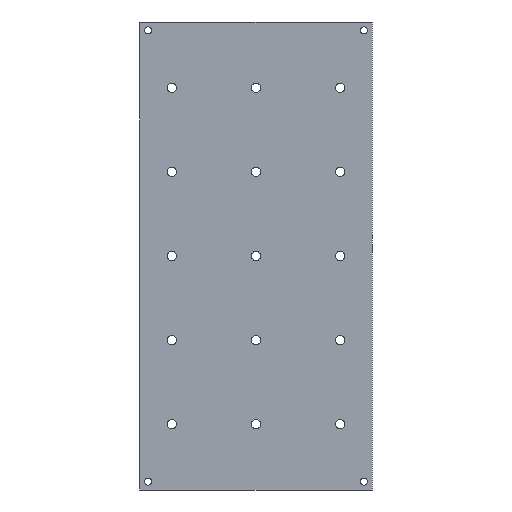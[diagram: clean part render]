
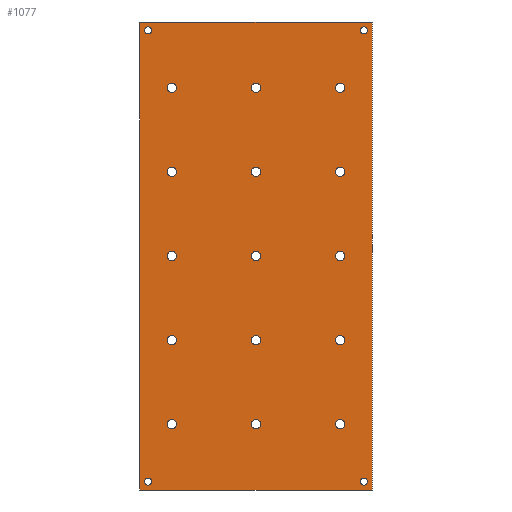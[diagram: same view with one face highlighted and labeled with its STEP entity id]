
A CAD part, front view. The second image highlights one B-rep face of the part: STEP entity #1077.
In plain terms, the highlighted planar face has unit normal (0, -1, 0).
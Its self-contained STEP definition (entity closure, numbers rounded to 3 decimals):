
#49=FACE_BOUND('',#211,.T.);
#50=FACE_BOUND('',#212,.T.);
#51=FACE_BOUND('',#213,.T.);
#52=FACE_BOUND('',#214,.T.);
#53=FACE_BOUND('',#215,.T.);
#54=FACE_BOUND('',#216,.T.);
#55=FACE_BOUND('',#217,.T.);
#56=FACE_BOUND('',#218,.T.);
#57=FACE_BOUND('',#219,.T.);
#58=FACE_BOUND('',#220,.T.);
#59=FACE_BOUND('',#221,.T.);
#60=FACE_BOUND('',#222,.T.);
#61=FACE_BOUND('',#223,.T.);
#62=FACE_BOUND('',#224,.T.);
#63=FACE_BOUND('',#225,.T.);
#64=FACE_BOUND('',#226,.T.);
#65=FACE_BOUND('',#227,.T.);
#66=FACE_BOUND('',#228,.T.);
#67=FACE_BOUND('',#229,.T.);
#87=CIRCLE('',#1147,1.25);
#88=CIRCLE('',#1148,1.25);
#89=CIRCLE('',#1149,1.25);
#90=CIRCLE('',#1150,1.25);
#91=CIRCLE('',#1151,1.65);
#92=CIRCLE('',#1152,1.65);
#93=CIRCLE('',#1153,1.65);
#94=CIRCLE('',#1154,1.65);
#95=CIRCLE('',#1155,1.65);
#96=CIRCLE('',#1156,1.65);
#97=CIRCLE('',#1157,1.65);
#98=CIRCLE('',#1158,1.65);
#99=CIRCLE('',#1159,1.65);
#100=CIRCLE('',#1160,1.65);
#101=CIRCLE('',#1161,1.65);
#102=CIRCLE('',#1162,1.65);
#103=CIRCLE('',#1163,1.65);
#104=CIRCLE('',#1164,1.65);
#105=CIRCLE('',#1165,1.65);
#155=FACE_OUTER_BOUND('',#210,.T.);
#210=EDGE_LOOP('',(#742,#743,#744,#745));
#211=EDGE_LOOP('',(#746));
#212=EDGE_LOOP('',(#747));
#213=EDGE_LOOP('',(#748));
#214=EDGE_LOOP('',(#749));
#215=EDGE_LOOP('',(#750));
#216=EDGE_LOOP('',(#751));
#217=EDGE_LOOP('',(#752));
#218=EDGE_LOOP('',(#753));
#219=EDGE_LOOP('',(#754));
#220=EDGE_LOOP('',(#755));
#221=EDGE_LOOP('',(#756));
#222=EDGE_LOOP('',(#757));
#223=EDGE_LOOP('',(#758));
#224=EDGE_LOOP('',(#759));
#225=EDGE_LOOP('',(#760));
#226=EDGE_LOOP('',(#761));
#227=EDGE_LOOP('',(#762));
#228=EDGE_LOOP('',(#763));
#229=EDGE_LOOP('',(#764));
#303=LINE('',#1610,#392);
#304=LINE('',#1612,#393);
#305=LINE('',#1614,#394);
#306=LINE('',#1615,#395);
#392=VECTOR('',#1273,10.);
#393=VECTOR('',#1274,10.);
#394=VECTOR('',#1275,10.);
#395=VECTOR('',#1276,10.);
#481=VERTEX_POINT('',#1608);
#482=VERTEX_POINT('',#1609);
#483=VERTEX_POINT('',#1611);
#484=VERTEX_POINT('',#1613);
#485=VERTEX_POINT('',#1616);
#486=VERTEX_POINT('',#1618);
#487=VERTEX_POINT('',#1620);
#488=VERTEX_POINT('',#1622);
#489=VERTEX_POINT('',#1624);
#490=VERTEX_POINT('',#1626);
#491=VERTEX_POINT('',#1628);
#492=VERTEX_POINT('',#1630);
#493=VERTEX_POINT('',#1632);
#494=VERTEX_POINT('',#1634);
#495=VERTEX_POINT('',#1636);
#496=VERTEX_POINT('',#1638);
#497=VERTEX_POINT('',#1640);
#498=VERTEX_POINT('',#1642);
#499=VERTEX_POINT('',#1644);
#500=VERTEX_POINT('',#1646);
#501=VERTEX_POINT('',#1648);
#502=VERTEX_POINT('',#1650);
#503=VERTEX_POINT('',#1652);
#585=EDGE_CURVE('',#481,#482,#303,.T.);
#586=EDGE_CURVE('',#483,#481,#304,.T.);
#587=EDGE_CURVE('',#484,#483,#305,.T.);
#588=EDGE_CURVE('',#482,#484,#306,.T.);
#589=EDGE_CURVE('',#485,#485,#87,.T.);
#590=EDGE_CURVE('',#486,#486,#88,.T.);
#591=EDGE_CURVE('',#487,#487,#89,.T.);
#592=EDGE_CURVE('',#488,#488,#90,.T.);
#593=EDGE_CURVE('',#489,#489,#91,.T.);
#594=EDGE_CURVE('',#490,#490,#92,.T.);
#595=EDGE_CURVE('',#491,#491,#93,.T.);
#596=EDGE_CURVE('',#492,#492,#94,.T.);
#597=EDGE_CURVE('',#493,#493,#95,.T.);
#598=EDGE_CURVE('',#494,#494,#96,.T.);
#599=EDGE_CURVE('',#495,#495,#97,.T.);
#600=EDGE_CURVE('',#496,#496,#98,.T.);
#601=EDGE_CURVE('',#497,#497,#99,.T.);
#602=EDGE_CURVE('',#498,#498,#100,.T.);
#603=EDGE_CURVE('',#499,#499,#101,.T.);
#604=EDGE_CURVE('',#500,#500,#102,.T.);
#605=EDGE_CURVE('',#501,#501,#103,.T.);
#606=EDGE_CURVE('',#502,#502,#104,.T.);
#607=EDGE_CURVE('',#503,#503,#105,.T.);
#742=ORIENTED_EDGE('',*,*,#585,.F.);
#743=ORIENTED_EDGE('',*,*,#586,.F.);
#744=ORIENTED_EDGE('',*,*,#587,.F.);
#745=ORIENTED_EDGE('',*,*,#588,.F.);
#746=ORIENTED_EDGE('',*,*,#589,.T.);
#747=ORIENTED_EDGE('',*,*,#590,.T.);
#748=ORIENTED_EDGE('',*,*,#591,.T.);
#749=ORIENTED_EDGE('',*,*,#592,.T.);
#750=ORIENTED_EDGE('',*,*,#593,.T.);
#751=ORIENTED_EDGE('',*,*,#594,.T.);
#752=ORIENTED_EDGE('',*,*,#595,.T.);
#753=ORIENTED_EDGE('',*,*,#596,.T.);
#754=ORIENTED_EDGE('',*,*,#597,.T.);
#755=ORIENTED_EDGE('',*,*,#598,.T.);
#756=ORIENTED_EDGE('',*,*,#599,.T.);
#757=ORIENTED_EDGE('',*,*,#600,.T.);
#758=ORIENTED_EDGE('',*,*,#601,.T.);
#759=ORIENTED_EDGE('',*,*,#602,.T.);
#760=ORIENTED_EDGE('',*,*,#603,.T.);
#761=ORIENTED_EDGE('',*,*,#604,.T.);
#762=ORIENTED_EDGE('',*,*,#605,.T.);
#763=ORIENTED_EDGE('',*,*,#606,.T.);
#764=ORIENTED_EDGE('',*,*,#607,.T.);
#1056=PLANE('',#1146);
#1077=ADVANCED_FACE('',(#155,#49,#50,#51,#52,#53,#54,#55,#56,#57,#58,#59,
#60,#61,#62,#63,#64,#65,#66,#67),#1056,.F.);
#1146=AXIS2_PLACEMENT_3D('',#1607,#1271,#1272);
#1147=AXIS2_PLACEMENT_3D('',#1617,#1277,#1278);
#1148=AXIS2_PLACEMENT_3D('',#1619,#1279,#1280);
#1149=AXIS2_PLACEMENT_3D('',#1621,#1281,#1282);
#1150=AXIS2_PLACEMENT_3D('',#1623,#1283,#1284);
#1151=AXIS2_PLACEMENT_3D('',#1625,#1285,#1286);
#1152=AXIS2_PLACEMENT_3D('',#1627,#1287,#1288);
#1153=AXIS2_PLACEMENT_3D('',#1629,#1289,#1290);
#1154=AXIS2_PLACEMENT_3D('',#1631,#1291,#1292);
#1155=AXIS2_PLACEMENT_3D('',#1633,#1293,#1294);
#1156=AXIS2_PLACEMENT_3D('',#1635,#1295,#1296);
#1157=AXIS2_PLACEMENT_3D('',#1637,#1297,#1298);
#1158=AXIS2_PLACEMENT_3D('',#1639,#1299,#1300);
#1159=AXIS2_PLACEMENT_3D('',#1641,#1301,#1302);
#1160=AXIS2_PLACEMENT_3D('',#1643,#1303,#1304);
#1161=AXIS2_PLACEMENT_3D('',#1645,#1305,#1306);
#1162=AXIS2_PLACEMENT_3D('',#1647,#1307,#1308);
#1163=AXIS2_PLACEMENT_3D('',#1649,#1309,#1310);
#1164=AXIS2_PLACEMENT_3D('',#1651,#1311,#1312);
#1165=AXIS2_PLACEMENT_3D('',#1653,#1313,#1314);
#1271=DIRECTION('center_axis',(0.,1.,0.));
#1272=DIRECTION('ref_axis',(-1.,0.,0.));
#1273=DIRECTION('',(0.,0.,1.));
#1274=DIRECTION('',(-1.,0.,0.));
#1275=DIRECTION('',(0.,0.,-1.));
#1276=DIRECTION('',(1.,0.,0.));
#1277=DIRECTION('center_axis',(0.,1.,0.));
#1278=DIRECTION('ref_axis',(-1.,0.,0.));
#1279=DIRECTION('center_axis',(0.,1.,0.));
#1280=DIRECTION('ref_axis',(-1.,0.,0.));
#1281=DIRECTION('center_axis',(0.,1.,0.));
#1282=DIRECTION('ref_axis',(-1.,0.,0.));
#1283=DIRECTION('center_axis',(0.,1.,0.));
#1284=DIRECTION('ref_axis',(-1.,0.,0.));
#1285=DIRECTION('center_axis',(0.,1.,0.));
#1286=DIRECTION('ref_axis',(-1.,0.,0.));
#1287=DIRECTION('center_axis',(0.,1.,0.));
#1288=DIRECTION('ref_axis',(-1.,0.,0.));
#1289=DIRECTION('center_axis',(0.,1.,0.));
#1290=DIRECTION('ref_axis',(-1.,0.,0.));
#1291=DIRECTION('center_axis',(0.,1.,0.));
#1292=DIRECTION('ref_axis',(-1.,0.,0.));
#1293=DIRECTION('center_axis',(0.,1.,0.));
#1294=DIRECTION('ref_axis',(-1.,0.,0.));
#1295=DIRECTION('center_axis',(0.,1.,0.));
#1296=DIRECTION('ref_axis',(-1.,0.,0.));
#1297=DIRECTION('center_axis',(0.,1.,0.));
#1298=DIRECTION('ref_axis',(-1.,0.,0.));
#1299=DIRECTION('center_axis',(0.,1.,0.));
#1300=DIRECTION('ref_axis',(-1.,0.,0.));
#1301=DIRECTION('center_axis',(0.,1.,0.));
#1302=DIRECTION('ref_axis',(-1.,0.,0.));
#1303=DIRECTION('center_axis',(0.,1.,0.));
#1304=DIRECTION('ref_axis',(-1.,0.,0.));
#1305=DIRECTION('center_axis',(0.,1.,0.));
#1306=DIRECTION('ref_axis',(-1.,0.,0.));
#1307=DIRECTION('center_axis',(0.,1.,0.));
#1308=DIRECTION('ref_axis',(-1.,0.,0.));
#1309=DIRECTION('center_axis',(0.,1.,0.));
#1310=DIRECTION('ref_axis',(-1.,0.,0.));
#1311=DIRECTION('center_axis',(0.,1.,0.));
#1312=DIRECTION('ref_axis',(-1.,0.,0.));
#1313=DIRECTION('center_axis',(0.,1.,0.));
#1314=DIRECTION('ref_axis',(-1.,0.,0.));
#1607=CARTESIAN_POINT('Origin',(-41.5,102.,41.5));
#1608=CARTESIAN_POINT('',(-83.,102.,-42.));
#1609=CARTESIAN_POINT('',(-83.,102.,125.));
#1610=CARTESIAN_POINT('',(-83.,102.,-42.));
#1611=CARTESIAN_POINT('',(0.,102.,-42.));
#1612=CARTESIAN_POINT('',(0.,102.,-42.));
#1613=CARTESIAN_POINT('',(0.,102.,125.));
#1614=CARTESIAN_POINT('',(0.,102.,125.));
#1615=CARTESIAN_POINT('',(-83.,102.,125.));
#1616=CARTESIAN_POINT('',(-78.75,102.,-39.));
#1617=CARTESIAN_POINT('Origin',(-80.,102.,-39.));
#1618=CARTESIAN_POINT('',(-1.75,102.,-39.));
#1619=CARTESIAN_POINT('Origin',(-3.,102.,-39.));
#1620=CARTESIAN_POINT('',(-78.75,102.,122.));
#1621=CARTESIAN_POINT('Origin',(-80.,102.,122.));
#1622=CARTESIAN_POINT('',(-1.75,102.,122.));
#1623=CARTESIAN_POINT('Origin',(-3.,102.,122.));
#1624=CARTESIAN_POINT('',(-69.85,102.,101.5));
#1625=CARTESIAN_POINT('Origin',(-71.5,102.,101.5));
#1626=CARTESIAN_POINT('',(-9.85,102.,41.5));
#1627=CARTESIAN_POINT('Origin',(-11.5,102.,41.5));
#1628=CARTESIAN_POINT('',(-9.85,102.,-18.5));
#1629=CARTESIAN_POINT('Origin',(-11.5,102.,-18.5));
#1630=CARTESIAN_POINT('',(-69.85,102.,-18.5));
#1631=CARTESIAN_POINT('Origin',(-71.5,102.,-18.5));
#1632=CARTESIAN_POINT('',(-39.85,102.,11.5));
#1633=CARTESIAN_POINT('Origin',(-41.5,102.,11.5));
#1634=CARTESIAN_POINT('',(-39.85,102.,41.5));
#1635=CARTESIAN_POINT('Origin',(-41.5,102.,41.5));
#1636=CARTESIAN_POINT('',(-9.85,102.,71.5));
#1637=CARTESIAN_POINT('Origin',(-11.5,102.,71.5));
#1638=CARTESIAN_POINT('',(-39.85,102.,101.5));
#1639=CARTESIAN_POINT('Origin',(-41.5,102.,101.5));
#1640=CARTESIAN_POINT('',(-69.85,102.,71.5));
#1641=CARTESIAN_POINT('Origin',(-71.5,102.,71.5));
#1642=CARTESIAN_POINT('',(-9.85,102.,11.5));
#1643=CARTESIAN_POINT('Origin',(-11.5,102.,11.5));
#1644=CARTESIAN_POINT('',(-39.85,102.,-18.5));
#1645=CARTESIAN_POINT('Origin',(-41.5,102.,-18.5));
#1646=CARTESIAN_POINT('',(-69.85,102.,11.5));
#1647=CARTESIAN_POINT('Origin',(-71.5,102.,11.5));
#1648=CARTESIAN_POINT('',(-69.85,102.,41.5));
#1649=CARTESIAN_POINT('Origin',(-71.5,102.,41.5));
#1650=CARTESIAN_POINT('',(-39.85,102.,71.5));
#1651=CARTESIAN_POINT('Origin',(-41.5,102.,71.5));
#1652=CARTESIAN_POINT('',(-9.85,102.,101.5));
#1653=CARTESIAN_POINT('Origin',(-11.5,102.,101.5));
